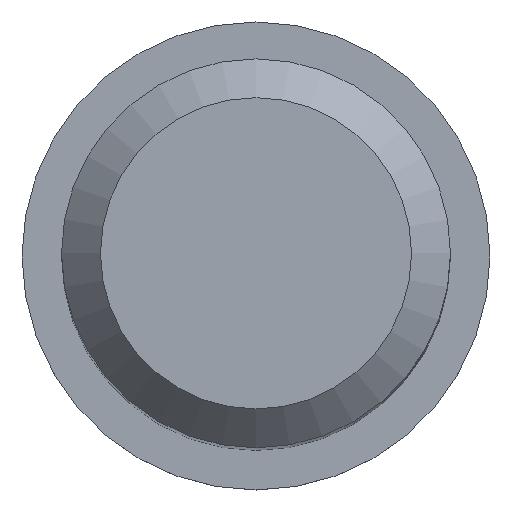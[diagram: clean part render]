
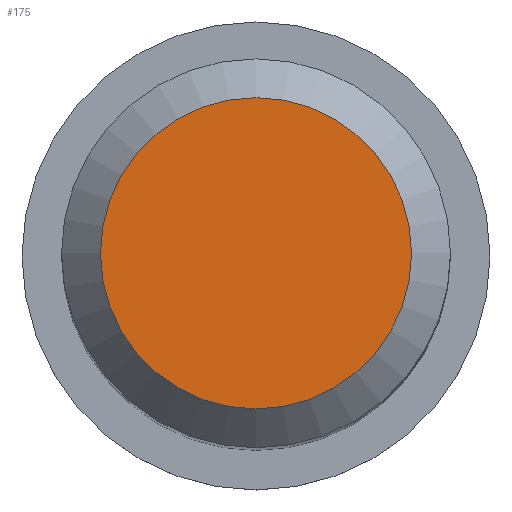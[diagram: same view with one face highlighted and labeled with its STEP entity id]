
A CAD part, top view. The second image highlights one B-rep face of the part: STEP entity #175.
In plain terms, the highlighted planar face has unit normal (0, 0, 1).
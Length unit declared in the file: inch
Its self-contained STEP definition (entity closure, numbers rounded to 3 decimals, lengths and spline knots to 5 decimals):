
#124=CARTESIAN_POINT('',(0.125,0.,1.25));
#125=VERTEX_POINT('',#124);
#126=CARTESIAN_POINT('',(0.0,0.0,1.25));
#127=DIRECTION('',(0.0,0.0,-1.0));
#128=DIRECTION('',(-1.0,0.0,0.0));
#129=AXIS2_PLACEMENT_3D('',#126,#127,#128);
#130=CIRCLE('',#129,0.125);
#131=EDGE_CURVE('',#125,#125,#130,.T.);
#167=CARTESIAN_POINT('',(0.0,0.0,1.25));
#168=DIRECTION('',(0.0,0.0,-1.0));
#169=DIRECTION('',(-1.0,0.0,0.0));
#170=AXIS2_PLACEMENT_3D('',#167,#168,#169);
#171=PLANE('',#170);
#172=ORIENTED_EDGE('',*,*,#131,.F.);
#173=EDGE_LOOP('',(#172));
#174=FACE_OUTER_BOUND('',#173,.T.);
#175=ADVANCED_FACE('',(#174),#171,.F.);
